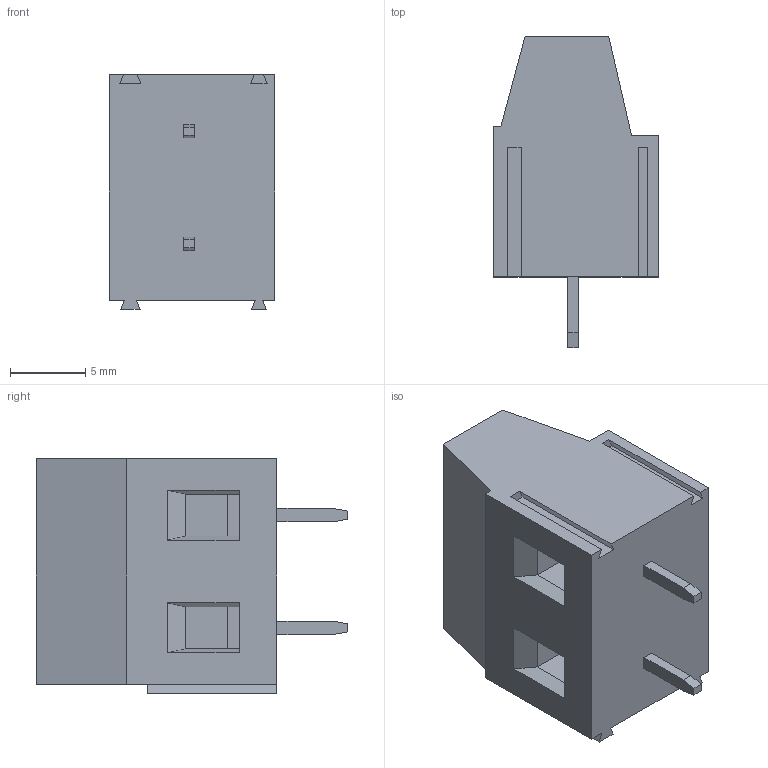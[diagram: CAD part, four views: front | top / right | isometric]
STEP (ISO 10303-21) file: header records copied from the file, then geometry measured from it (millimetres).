
FILE_DESCRIPTION(('STEP AP214'),'1');
FILE_NAME('MV272-7,5-V.stp','2017-11-27T08:13:19',(' '),(' '),'Spatial InterOp 3D',' ',' ');
FILE_SCHEMA(('automotive_design'));
Length unit declared in the file: metre
Products named in the file (1): 1
Bounding box: 11 x 20.7 x 15.6 mm (x, y, z)
Volume: 2091.4 mm3; surface area: 1399.9 mm2
Topology: 1 solids, 1 shells, 72 faces, 184 edges, 120 vertices
Faces by surface type: plane 70, cylinder 2
Full cylindrical faces by diameter (mm): 4 x2
Entity records: 2699 total; most frequent: CARTESIAN_POINT 371, ORIENTED_EDGE 360, DIRECTION 336, EDGE_CURVE 180, LINE 170, VECTOR 170, VERTEX_POINT 118, AXIS2_PLACEMENT_3D 83
